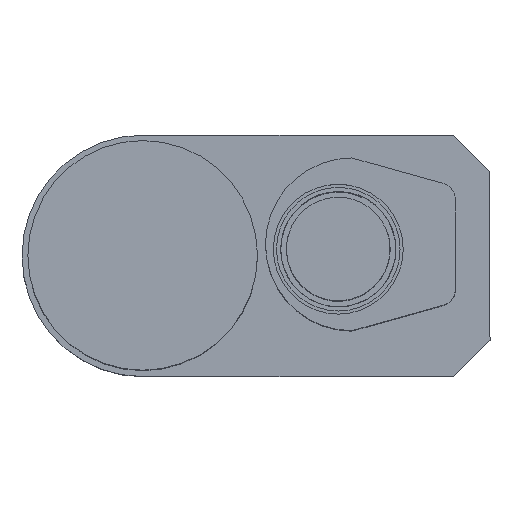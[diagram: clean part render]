
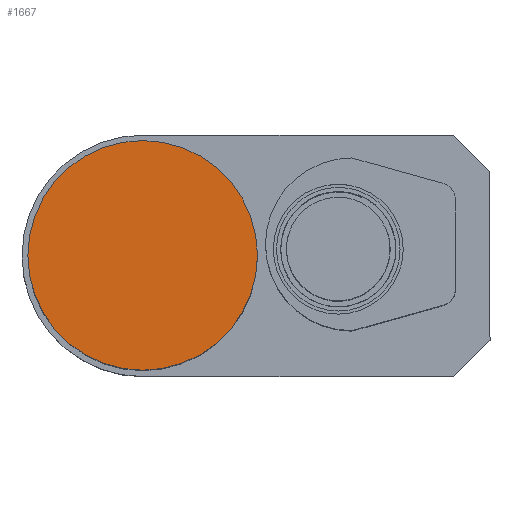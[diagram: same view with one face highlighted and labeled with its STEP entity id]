
A CAD part, top view. The second image highlights one B-rep face of the part: STEP entity #1667.
In plain terms, the highlighted face is planar.
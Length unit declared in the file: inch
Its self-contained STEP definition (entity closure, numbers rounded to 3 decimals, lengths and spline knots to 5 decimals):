
#9 = DIRECTION ( 'NONE',  ( 0., 0., 1. ) ) ;
#125 = CARTESIAN_POINT ( 'NONE',  ( 2.53177, 2.81171, 2.52018 ) ) ;
#135 = DIRECTION ( 'NONE',  ( 0., 1., 0. ) ) ;
#152 = EDGE_CURVE ( 'NONE', #1375, #159, #382, .T. ) ;
#159 = VERTEX_POINT ( 'NONE', #1769 ) ;
#209 = CIRCLE ( 'NONE', #474, 0.785 ) ;
#382 = CIRCLE ( 'NONE', #1891, 0.785 ) ;
#424 = EDGE_LOOP ( 'NONE', ( #886, #1970 ) ) ;
#474 = AXIS2_PLACEMENT_3D ( 'NONE', #1483, #499, #9 ) ;
#499 = DIRECTION ( 'NONE',  ( 0., 1., 0. ) ) ;
#522 = PLANE ( 'NONE',  #1378 ) ;
#758 = CARTESIAN_POINT ( 'NONE',  ( 2.53177, 2.81171, 1.73518 ) ) ;
#886 = ORIENTED_EDGE ( 'NONE', *, *, #152, .T. ) ;
#964 = EDGE_CURVE ( 'NONE', #159, #1375, #209, .T. ) ;
#1019 = DIRECTION ( 'NONE',  ( 0., 1., 0. ) ) ;
#1278 = DIRECTION ( 'NONE',  ( 0., 0., 1. ) ) ;
#1295 = FACE_OUTER_BOUND ( 'NONE', #424, .T. ) ;
#1358 = DIRECTION ( 'NONE',  ( 0., 0., 1. ) ) ;
#1375 = VERTEX_POINT ( 'NONE', #758 ) ;
#1378 = AXIS2_PLACEMENT_3D ( 'NONE', #2039, #1019, #1358 ) ;
#1483 = CARTESIAN_POINT ( 'NONE',  ( 2.53177, 2.81171, 2.52018 ) ) ;
#1667 = ADVANCED_FACE ( 'NONE', ( #1295 ), #522, .T. ) ;
#1769 = CARTESIAN_POINT ( 'NONE',  ( 2.53177, 2.81171, 3.30518 ) ) ;
#1891 = AXIS2_PLACEMENT_3D ( 'NONE', #125, #135, #1278 ) ;
#1970 = ORIENTED_EDGE ( 'NONE', *, *, #964, .T. ) ;
#2039 = CARTESIAN_POINT ( 'NONE',  ( 2.53177, 2.81171, 2.52018 ) ) ;
